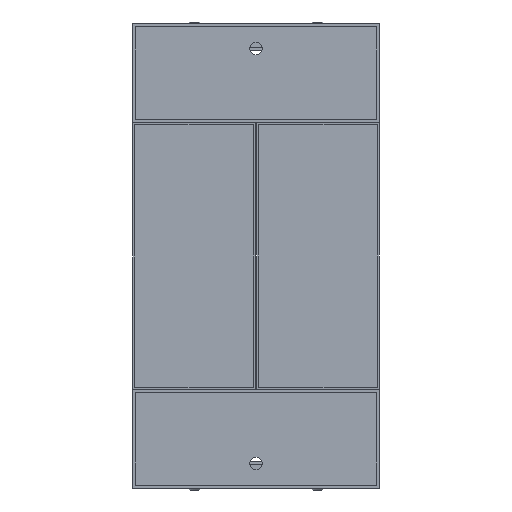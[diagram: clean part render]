
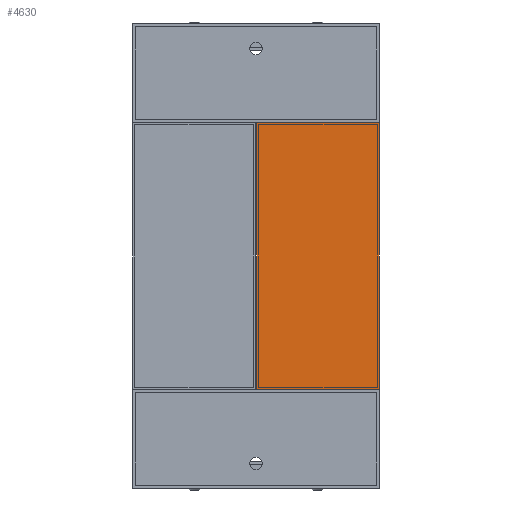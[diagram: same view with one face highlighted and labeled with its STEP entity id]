
A CAD part, left-side view. The second image highlights one B-rep face of the part: STEP entity #4630.
In plain terms, the highlighted face is planar.
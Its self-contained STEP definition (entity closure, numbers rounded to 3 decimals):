
#321 = VECTOR ( 'NONE', #565, 1000. ) ;
#330 = LINE ( 'NONE', #979, #321 ) ;
#544 = CARTESIAN_POINT ( 'NONE',  ( -107.5, -49.5, -0.75 ) ) ;
#565 = DIRECTION ( 'NONE',  ( 0., 1., 0. ) ) ;
#576 = EDGE_CURVE ( 'NONE', #5238, #4889, #330, .T. ) ;
#674 = CARTESIAN_POINT ( 'NONE',  ( -107.5, 49.5, -0.75 ) ) ;
#680 = CARTESIAN_POINT ( 'NONE',  ( 107.5, -49.5, -0.75 ) ) ;
#721 = DIRECTION ( 'NONE',  ( 0., 1., 0. ) ) ;
#979 = CARTESIAN_POINT ( 'NONE',  ( 107.5, -49.5, -0.75 ) ) ;
#1307 = FACE_OUTER_BOUND ( 'NONE', #3311, .T. ) ;
#1442 = ORIENTED_EDGE ( 'NONE', *, *, #3955, .T. ) ;
#1451 = ORIENTED_EDGE ( 'NONE', *, *, #3134, .T. ) ;
#1548 = ORIENTED_EDGE ( 'NONE', *, *, #576, .F. ) ;
#1558 = ORIENTED_EDGE ( 'NONE', *, *, #3820, .F. ) ;
#1881 = CARTESIAN_POINT ( 'NONE',  ( -107.5, -49.5, -0.75 ) ) ;
#2673 = DIRECTION ( 'NONE',  ( 1., 0., 0. ) ) ;
#2969 = CARTESIAN_POINT ( 'NONE',  ( -107.5, -49.5, -0.75 ) ) ;
#3134 = EDGE_CURVE ( 'NONE', #5226, #4889, #5669, .T. ) ;
#3275 = CARTESIAN_POINT ( 'NONE',  ( 107.5, 49.5, -0.75 ) ) ;
#3282 = VECTOR ( 'NONE', #721, 1000. ) ;
#3311 = EDGE_LOOP ( 'NONE', ( #1442, #1451, #1548, #1558 ) ) ;
#3357 = LINE ( 'NONE', #544, #3282 ) ;
#3630 = VECTOR ( 'NONE', #2673, 1000. ) ;
#3709 = LINE ( 'NONE', #2969, #3630 ) ;
#3820 = EDGE_CURVE ( 'NONE', #6485, #5238, #3709, .T. ) ;
#3955 = EDGE_CURVE ( 'NONE', #6485, #5226, #3357, .T. ) ;
#4497 = DIRECTION ( 'NONE',  ( 1., 0., 0. ) ) ;
#4523 = CARTESIAN_POINT ( 'NONE',  ( -107.5, 49.5, -0.75 ) ) ;
#4630 = ADVANCED_FACE ( 'NONE', ( #1307 ), #5367, .T. ) ;
#4750 = VECTOR ( 'NONE', #4497, 1000. ) ;
#4889 = VERTEX_POINT ( 'NONE', #3275 ) ;
#5149 = AXIS2_PLACEMENT_3D ( 'NONE', #5277, #5243, #5230 ) ;
#5226 = VERTEX_POINT ( 'NONE', #674 ) ;
#5230 = DIRECTION ( 'NONE',  ( -1., 0., 0. ) ) ;
#5238 = VERTEX_POINT ( 'NONE', #680 ) ;
#5243 = DIRECTION ( 'NONE',  ( 0., 0., -1. ) ) ;
#5277 = CARTESIAN_POINT ( 'NONE',  ( 0., 0., -0.75 ) ) ;
#5367 = PLANE ( 'NONE',  #5149 ) ;
#5669 = LINE ( 'NONE', #4523, #4750 ) ;
#6485 = VERTEX_POINT ( 'NONE', #1881 ) ;
